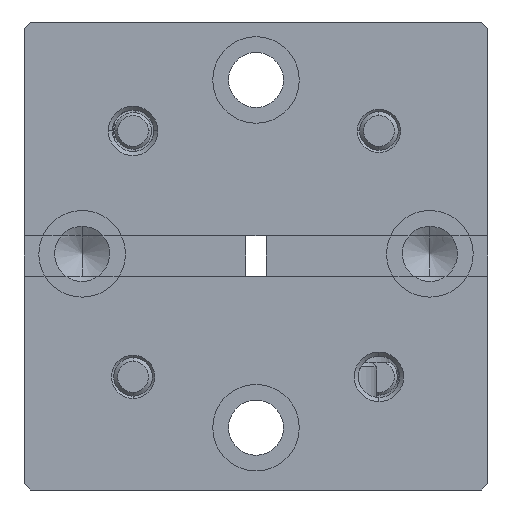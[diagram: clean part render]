
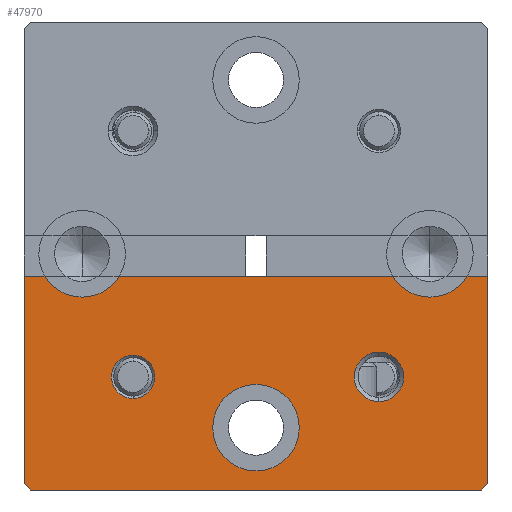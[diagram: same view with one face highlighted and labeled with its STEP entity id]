
A CAD part, left-side view. The second image highlights one B-rep face of the part: STEP entity #47970.
In plain terms, the highlighted planar face has unit normal (-1, 0, 0).
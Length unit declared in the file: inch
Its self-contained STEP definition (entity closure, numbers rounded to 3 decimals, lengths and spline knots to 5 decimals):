
#86 = DIRECTION ( 'NONE',  ( 0., 0., 1. ) ) ;
#243 = DIRECTION ( 'NONE',  ( 0., 0., 1. ) ) ;
#2383 = EDGE_CURVE ( 'NONE', #27143, #46943, #17303, .T. ) ;
#3201 = FACE_BOUND ( 'NONE', #15660, .T. ) ;
#3479 = VERTEX_POINT ( 'NONE', #37118 ) ;
#3523 = EDGE_CURVE ( 'NONE', #5195, #16489, #41681, .T. ) ;
#3739 = ORIENTED_EDGE ( 'NONE', *, *, #32677, .F. ) ;
#4047 = DIRECTION ( 'NONE',  ( -1., 0., 0. ) ) ;
#4177 = LINE ( 'NONE', #24673, #34033 ) ;
#4408 = FACE_BOUND ( 'NONE', #50696, .T. ) ;
#4503 = CARTESIAN_POINT ( 'NONE',  ( -4.84769, -0.32759, 1.98979 ) ) ;
#4557 = ORIENTED_EDGE ( 'NONE', *, *, #49454, .F. ) ;
#4569 = DIRECTION ( 'NONE',  ( 0., -1., 0. ) ) ;
#5195 = VERTEX_POINT ( 'NONE', #40688 ) ;
#5586 = DIRECTION ( 'NONE',  ( 0., 0., 1. ) ) ;
#5593 = ORIENTED_EDGE ( 'NONE', *, *, #34021, .F. ) ;
#5869 = AXIS2_PLACEMENT_3D ( 'NONE', #14860, #49945, #30672 ) ;
#6079 = VECTOR ( 'NONE', #20384, 39.37008 ) ;
#6409 = DIRECTION ( 'NONE',  ( -1., 0., 0. ) ) ;
#6873 = CARTESIAN_POINT ( 'NONE',  ( -4.84769, 0.32866, 1.60779 ) ) ;
#6972 = VERTEX_POINT ( 'NONE', #24690 ) ;
#7142 = CARTESIAN_POINT ( 'NONE',  ( -4.84769, 0.15254, 1.75592 ) ) ;
#7336 = VERTEX_POINT ( 'NONE', #27470 ) ;
#7338 = CARTESIAN_POINT ( 'NONE',  ( -4.84769, -0.04634, 1.70854 ) ) ;
#7516 = VERTEX_POINT ( 'NONE', #10828 ) ;
#7560 = ORIENTED_EDGE ( 'NONE', *, *, #36825, .T. ) ;
#8627 = FACE_OUTER_BOUND ( 'NONE', #36260, .T. ) ;
#8761 = CIRCLE ( 'NONE', #5869, 0.04 ) ;
#8794 = CARTESIAN_POINT ( 'NONE',  ( -4.84769, 0.32866, 1.61779 ) ) ;
#9195 = DIRECTION ( 'NONE',  ( 0., 0.707, 0.707 ) ) ;
#10070 = EDGE_CURVE ( 'NONE', #34246, #26894, #48339, .T. ) ;
#10279 = CARTESIAN_POINT ( 'NONE',  ( -4.84769, -0.04634, 1.95379 ) ) ;
#10562 = VECTOR ( 'NONE', #50246, 39.37008 ) ;
#10735 = DIRECTION ( 'NONE',  ( 0., 0.707, -0.707 ) ) ;
#10828 = CARTESIAN_POINT ( 'NONE',  ( -4.84769, 0.31866, 1.60779 ) ) ;
#10939 = ORIENTED_EDGE ( 'NONE', *, *, #25690, .F. ) ;
#11099 = ORIENTED_EDGE ( 'NONE', *, *, #38088, .T. ) ;
#11678 = VERTEX_POINT ( 'NONE', #8794 ) ;
#11956 = EDGE_CURVE ( 'NONE', #7516, #11678, #4177, .T. ) ;
#11984 = DIRECTION ( 'NONE',  ( -1., 0., 0. ) ) ;
#12639 = AXIS2_PLACEMENT_3D ( 'NONE', #43460, #35209, #23584 ) ;
#12715 = CARTESIAN_POINT ( 'NONE',  ( -4.84769, -0.04634, 1.63854 ) ) ;
#13373 = LINE ( 'NONE', #43645, #6079 ) ;
#13963 = CARTESIAN_POINT ( 'NONE',  ( -4.84769, -0.42134, 1.60779 ) ) ;
#13985 = AXIS2_PLACEMENT_3D ( 'NONE', #21436, #17836, #5586 ) ;
#14569 = CARTESIAN_POINT ( 'NONE',  ( -4.84769, -0.42134, 1.61779 ) ) ;
#14860 = CARTESIAN_POINT ( 'NONE',  ( -4.84769, -0.24521, 1.79092 ) ) ;
#14983 = CARTESIAN_POINT ( 'NONE',  ( -4.84769, 0.32866, 1.95379 ) ) ;
#15022 = PLANE ( 'NONE',  #49706 ) ;
#15660 = EDGE_LOOP ( 'NONE', ( #10939, #22938 ) ) ;
#15712 = ORIENTED_EDGE ( 'NONE', *, *, #16473, .F. ) ;
#15862 = ORIENTED_EDGE ( 'NONE', *, *, #25643, .F. ) ;
#15901 = DIRECTION ( 'NONE',  ( -1., 0., 0. ) ) ;
#16473 = EDGE_CURVE ( 'NONE', #46943, #7516, #42915, .T. ) ;
#16489 = VERTEX_POINT ( 'NONE', #7142 ) ;
#17058 = DIRECTION ( 'NONE',  ( 0., 0., -1. ) ) ;
#17303 = LINE ( 'NONE', #49545, #36855 ) ;
#17435 = AXIS2_PLACEMENT_3D ( 'NONE', #4503, #11984, #243 ) ;
#17720 = VERTEX_POINT ( 'NONE', #28270 ) ;
#17836 = DIRECTION ( 'NONE',  ( -1., 0., 0. ) ) ;
#18275 = CARTESIAN_POINT ( 'NONE',  ( -4.84769, -0.38762, 1.95379 ) ) ;
#18902 = CARTESIAN_POINT ( 'NONE',  ( -4.84769, 0.32866, 1.60779 ) ) ;
#18962 = DIRECTION ( 'NONE',  ( 0., 0., -1. ) ) ;
#19008 = CIRCLE ( 'NONE', #13985, 0.035 ) ;
#19476 = EDGE_CURVE ( 'NONE', #3479, #41359, #8761, .T. ) ;
#19501 = VERTEX_POINT ( 'NONE', #18275 ) ;
#19785 = CARTESIAN_POINT ( 'NONE',  ( -4.84769, 0.29495, 1.95379 ) ) ;
#20384 = DIRECTION ( 'NONE',  ( 0., 1., 0. ) ) ;
#20888 = VECTOR ( 'NONE', #4569, 39.37008 ) ;
#21185 = CIRCLE ( 'NONE', #12639, 0.04 ) ;
#21310 = ORIENTED_EDGE ( 'NONE', *, *, #11956, .F. ) ;
#21436 = CARTESIAN_POINT ( 'NONE',  ( -4.84769, 0.15254, 1.79092 ) ) ;
#22938 = ORIENTED_EDGE ( 'NONE', *, *, #19476, .F. ) ;
#23498 = CIRCLE ( 'NONE', #17435, 0.07 ) ;
#23584 = DIRECTION ( 'NONE',  ( 0., 0., 1. ) ) ;
#23624 = CARTESIAN_POINT ( 'NONE',  ( -4.84769, 0.17488, 1.95379 ) ) ;
#23932 = CARTESIAN_POINT ( 'NONE',  ( -4.84769, -0.04634, 1.70854 ) ) ;
#24673 = CARTESIAN_POINT ( 'NONE',  ( -4.84769, 0.31866, 1.60779 ) ) ;
#24690 = CARTESIAN_POINT ( 'NONE',  ( -4.84769, -0.42134, 1.95379 ) ) ;
#24836 = CARTESIAN_POINT ( 'NONE',  ( -4.84769, -0.24521, 1.83092 ) ) ;
#25129 = VERTEX_POINT ( 'NONE', #12715 ) ;
#25643 = EDGE_CURVE ( 'NONE', #17720, #25129, #35225, .T. ) ;
#25660 = VECTOR ( 'NONE', #30126, 39.37008 ) ;
#25690 = EDGE_CURVE ( 'NONE', #41359, #3479, #21185, .T. ) ;
#26894 = VERTEX_POINT ( 'NONE', #23624 ) ;
#27095 = AXIS2_PLACEMENT_3D ( 'NONE', #29720, #6409, #33674 ) ;
#27143 = VERTEX_POINT ( 'NONE', #14569 ) ;
#27470 = CARTESIAN_POINT ( 'NONE',  ( -4.84769, -0.26755, 1.95379 ) ) ;
#28270 = CARTESIAN_POINT ( 'NONE',  ( -4.84769, -0.04634, 1.77854 ) ) ;
#28490 = CARTESIAN_POINT ( 'NONE',  ( -4.84769, 0.32866, 1.95379 ) ) ;
#29720 = CARTESIAN_POINT ( 'NONE',  ( -4.84769, 0.15254, 1.79092 ) ) ;
#30002 = EDGE_CURVE ( 'NONE', #7336, #19501, #23498, .T. ) ;
#30126 = DIRECTION ( 'NONE',  ( 0., 0., -1. ) ) ;
#30672 = DIRECTION ( 'NONE',  ( 0., 0., 1. ) ) ;
#30917 = ORIENTED_EDGE ( 'NONE', *, *, #38292, .F. ) ;
#30966 = DIRECTION ( 'NONE',  ( 0., 0., 1. ) ) ;
#32389 = CARTESIAN_POINT ( 'NONE',  ( -4.84769, 0.32866, 1.60779 ) ) ;
#32677 = EDGE_CURVE ( 'NONE', #34161, #34246, #41683, .T. ) ;
#33340 = VECTOR ( 'NONE', #17058, 39.37008 ) ;
#33674 = DIRECTION ( 'NONE',  ( 0., 0., 1. ) ) ;
#34021 = EDGE_CURVE ( 'NONE', #6972, #27143, #47771, .T. ) ;
#34033 = VECTOR ( 'NONE', #9195, 39.37008 ) ;
#34099 = VECTOR ( 'NONE', #44262, 39.37008 ) ;
#34161 = VERTEX_POINT ( 'NONE', #14983 ) ;
#34246 = VERTEX_POINT ( 'NONE', #19785 ) ;
#34791 = DIRECTION ( 'NONE',  ( -1., 0., 0. ) ) ;
#34931 = AXIS2_PLACEMENT_3D ( 'NONE', #46705, #15901, #86 ) ;
#35209 = DIRECTION ( 'NONE',  ( -1., 0., 0. ) ) ;
#35225 = CIRCLE ( 'NONE', #43437, 0.07 ) ;
#35339 = LINE ( 'NONE', #10279, #34099 ) ;
#35835 = ORIENTED_EDGE ( 'NONE', *, *, #2383, .F. ) ;
#36191 = EDGE_CURVE ( 'NONE', #6972, #19501, #13373, .T. ) ;
#36260 = EDGE_LOOP ( 'NONE', ( #39546, #3739, #11099, #21310, #15712, #35835, #5593, #37148, #43249, #7560 ) ) ;
#36825 = EDGE_CURVE ( 'NONE', #7336, #26894, #35339, .T. ) ;
#36855 = VECTOR ( 'NONE', #10735, 39.37008 ) ;
#37118 = CARTESIAN_POINT ( 'NONE',  ( -4.84769, -0.24521, 1.75092 ) ) ;
#37148 = ORIENTED_EDGE ( 'NONE', *, *, #36191, .T. ) ;
#38088 = EDGE_CURVE ( 'NONE', #34161, #11678, #41324, .T. ) ;
#38249 = DIRECTION ( 'NONE',  ( 1., 0., 0. ) ) ;
#38292 = EDGE_CURVE ( 'NONE', #25129, #17720, #42508, .T. ) ;
#39546 = ORIENTED_EDGE ( 'NONE', *, *, #10070, .F. ) ;
#40462 = EDGE_LOOP ( 'NONE', ( #15862, #30917 ) ) ;
#40688 = CARTESIAN_POINT ( 'NONE',  ( -4.84769, 0.15254, 1.82592 ) ) ;
#41324 = LINE ( 'NONE', #32389, #33340 ) ;
#41359 = VERTEX_POINT ( 'NONE', #24836 ) ;
#41681 = CIRCLE ( 'NONE', #27095, 0.035 ) ;
#41683 = LINE ( 'NONE', #28490, #20888 ) ;
#42508 = CIRCLE ( 'NONE', #48931, 0.07 ) ;
#42915 = LINE ( 'NONE', #18902, #10562 ) ;
#43249 = ORIENTED_EDGE ( 'NONE', *, *, #30002, .F. ) ;
#43437 = AXIS2_PLACEMENT_3D ( 'NONE', #23932, #4047, #47405 ) ;
#43460 = CARTESIAN_POINT ( 'NONE',  ( -4.84769, -0.24521, 1.79092 ) ) ;
#43645 = CARTESIAN_POINT ( 'NONE',  ( -4.84769, -0.04634, 1.95379 ) ) ;
#44262 = DIRECTION ( 'NONE',  ( 0., 1., 0. ) ) ;
#46705 = CARTESIAN_POINT ( 'NONE',  ( -4.84769, 0.23491, 1.98979 ) ) ;
#46841 = ORIENTED_EDGE ( 'NONE', *, *, #3523, .F. ) ;
#46943 = VERTEX_POINT ( 'NONE', #46960 ) ;
#46960 = CARTESIAN_POINT ( 'NONE',  ( -4.84769, -0.41134, 1.60779 ) ) ;
#47405 = DIRECTION ( 'NONE',  ( 0., 0., 1. ) ) ;
#47771 = LINE ( 'NONE', #13963, #25660 ) ;
#47970 = ADVANCED_FACE ( 'NONE', ( #8627, #3201, #4408, #48428 ), #15022, .F. ) ;
#48339 = CIRCLE ( 'NONE', #34931, 0.07 ) ;
#48428 = FACE_BOUND ( 'NONE', #40462, .T. ) ;
#48931 = AXIS2_PLACEMENT_3D ( 'NONE', #7338, #34791, #30966 ) ;
#49454 = EDGE_CURVE ( 'NONE', #16489, #5195, #19008, .T. ) ;
#49545 = CARTESIAN_POINT ( 'NONE',  ( -4.84769, -0.41134, 1.60779 ) ) ;
#49706 = AXIS2_PLACEMENT_3D ( 'NONE', #6873, #38249, #18962 ) ;
#49945 = DIRECTION ( 'NONE',  ( -1., 0., 0. ) ) ;
#50246 = DIRECTION ( 'NONE',  ( 0., 1., 0. ) ) ;
#50696 = EDGE_LOOP ( 'NONE', ( #46841, #4557 ) ) ;
